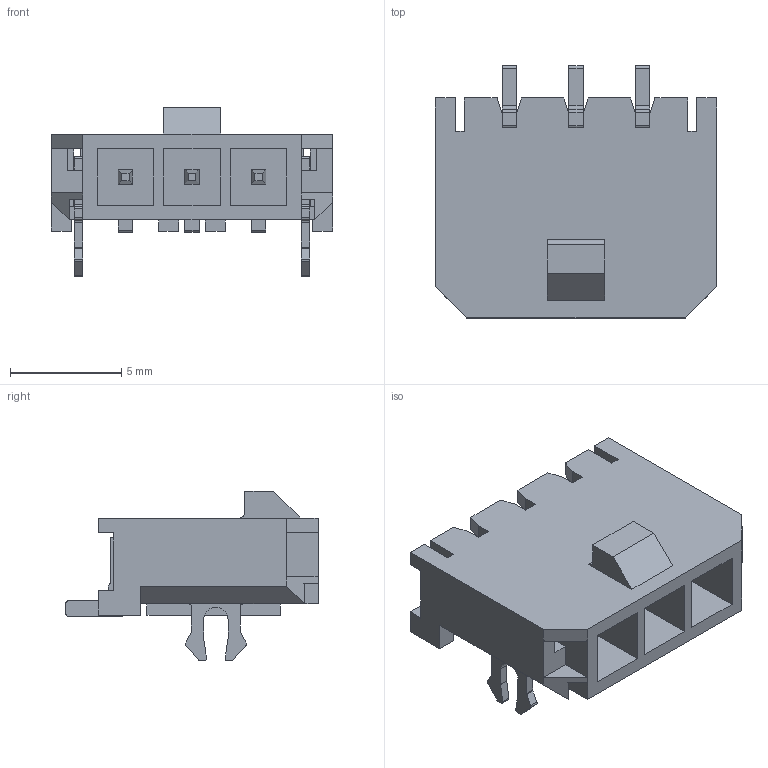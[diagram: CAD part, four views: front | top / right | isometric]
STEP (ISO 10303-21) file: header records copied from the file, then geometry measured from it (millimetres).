
FILE_DESCRIPTION(/* description */ ('Unknown'),/* implementation_level */ '2;1');
FILE_NAME(/* name */ '662103130822',/* time_stamp */ '2016-06-15T15:32:57+02:00',/* author */ ('Unknown'),/* organization */ ('Unknown'),/* preprocessor_version */ 'ST-DEVELOPER v16.7',/* originating_system */ 'DEX',/* authorisation */ $);
FILE_SCHEMA (('AUTOMOTIVE_DESIGN {1 0 10303 214 3 1 1}'));
Length unit declared in the file: millimetre
Products named in the file (4): 6621xx130822; 662103130822; 6621xx130822_Hook
Assembly tree (6 placements, depth 2):
  6621xx130822
    662103130822
    6621xx130822  x3
    6621xx130822_Hook  x2
Bounding box: 12.65 x 11.35 x 7.62 mm (x, y, z)
Volume: 310 mm3; surface area: 949.6 mm2
Topology: 6 solids, 6 shells, 343 faces, 970 edges, 634 vertices
Faces by surface type: plane 271, cylinder 72
Full cylindrical faces by diameter (mm): 1.3 x2
Entity records: 7830 total; most frequent: CARTESIAN_POINT 1377, ORIENTED_EDGE 1368, DIRECTION 1242, EDGE_CURVE 684, LINE 620, VECTOR 620, VERTEX_POINT 446, AXIS2_PLACEMENT_3D 311
